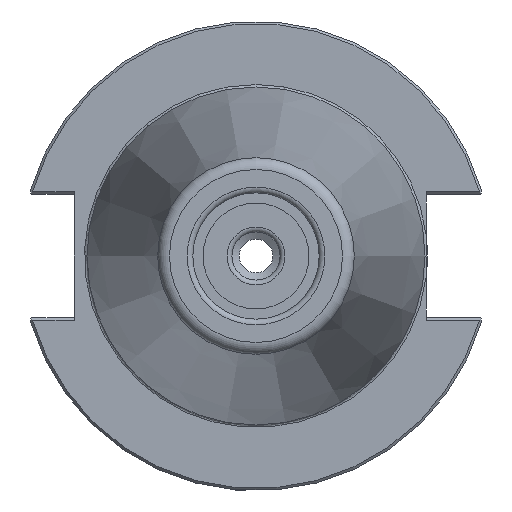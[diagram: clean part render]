
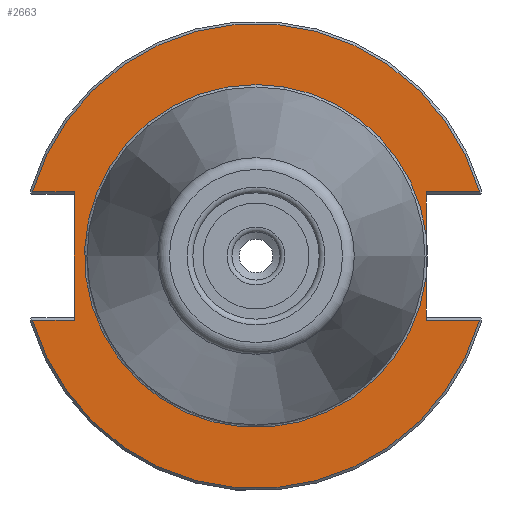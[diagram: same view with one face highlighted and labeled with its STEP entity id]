
A CAD part, left-side view. The second image highlights one B-rep face of the part: STEP entity #2663.
In plain terms, the highlighted planar face has unit normal (-1, 0, 0).
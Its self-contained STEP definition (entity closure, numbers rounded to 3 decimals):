
#145=LINE('',#4402,#276);
#148=LINE('',#4461,#279);
#149=LINE('',#4467,#280);
#150=LINE('',#4469,#281);
#151=LINE('',#4473,#282);
#152=LINE('',#4475,#283);
#153=LINE('',#4476,#284);
#276=VECTOR('',#3304,10.);
#279=VECTOR('',#3323,10.);
#280=VECTOR('',#3328,10.);
#281=VECTOR('',#3329,10.);
#282=VECTOR('',#3332,10.);
#283=VECTOR('',#3333,10.);
#284=VECTOR('',#3334,10.);
#482=FACE_OUTER_BOUND('',#628,.T.);
#628=EDGE_LOOP('',(#1860,#1861,#1862,#1863,#1864,#1865,#1866,#1867,#1868,
#1869,#1870));
#793=CIRCLE('',#2855,48.249);
#795=CIRCLE('',#2858,35.579);
#796=CIRCLE('',#2859,35.579);
#797=CIRCLE('',#2860,48.249);
#1059=VERTEX_POINT('',#4399);
#1060=VERTEX_POINT('',#4401);
#1068=VERTEX_POINT('',#4448);
#1071=VERTEX_POINT('',#4460);
#1072=VERTEX_POINT('',#4462);
#1073=VERTEX_POINT('',#4464);
#1074=VERTEX_POINT('',#4466);
#1075=VERTEX_POINT('',#4468);
#1076=VERTEX_POINT('',#4470);
#1077=VERTEX_POINT('',#4472);
#1078=VERTEX_POINT('',#4474);
#1377=EDGE_CURVE('',#1059,#1060,#145,.T.);
#1389=EDGE_CURVE('',#1060,#1068,#793,.T.);
#1393=EDGE_CURVE('',#1059,#1071,#148,.T.);
#1394=EDGE_CURVE('',#1071,#1072,#795,.T.);
#1395=EDGE_CURVE('',#1072,#1073,#796,.T.);
#1396=EDGE_CURVE('',#1073,#1074,#149,.T.);
#1397=EDGE_CURVE('',#1075,#1074,#150,.T.);
#1398=EDGE_CURVE('',#1076,#1075,#797,.T.);
#1399=EDGE_CURVE('',#1077,#1076,#151,.T.);
#1400=EDGE_CURVE('',#1077,#1078,#152,.T.);
#1401=EDGE_CURVE('',#1068,#1078,#153,.T.);
#1860=ORIENTED_EDGE('',*,*,#1377,.F.);
#1861=ORIENTED_EDGE('',*,*,#1393,.T.);
#1862=ORIENTED_EDGE('',*,*,#1394,.T.);
#1863=ORIENTED_EDGE('',*,*,#1395,.T.);
#1864=ORIENTED_EDGE('',*,*,#1396,.T.);
#1865=ORIENTED_EDGE('',*,*,#1397,.F.);
#1866=ORIENTED_EDGE('',*,*,#1398,.F.);
#1867=ORIENTED_EDGE('',*,*,#1399,.F.);
#1868=ORIENTED_EDGE('',*,*,#1400,.T.);
#1869=ORIENTED_EDGE('',*,*,#1401,.F.);
#1870=ORIENTED_EDGE('',*,*,#1389,.F.);
#2596=PLANE('',#2857);
#2663=ADVANCED_FACE('',(#482),#2596,.T.);
#2855=AXIS2_PLACEMENT_3D('',#4449,#3317,#3318);
#2857=AXIS2_PLACEMENT_3D('',#4459,#3321,#3322);
#2858=AXIS2_PLACEMENT_3D('',#4463,#3324,#3325);
#2859=AXIS2_PLACEMENT_3D('',#4465,#3326,#3327);
#2860=AXIS2_PLACEMENT_3D('',#4471,#3330,#3331);
#3304=DIRECTION('',(0.,-1.,0.));
#3317=DIRECTION('center_axis',(1.,0.,0.));
#3318=DIRECTION('ref_axis',(0.,0.,-1.));
#3321=DIRECTION('center_axis',(-1.,0.,0.));
#3322=DIRECTION('ref_axis',(0.,0.,1.));
#3323=DIRECTION('',(0.,0.,1.));
#3324=DIRECTION('center_axis',(1.,0.,0.));
#3325=DIRECTION('ref_axis',(0.,0.,-1.));
#3326=DIRECTION('center_axis',(1.,0.,0.));
#3327=DIRECTION('ref_axis',(0.,0.,-1.));
#3328=DIRECTION('',(0.,0.,1.));
#3329=DIRECTION('',(0.,1.,0.));
#3330=DIRECTION('center_axis',(1.,0.,0.));
#3331=DIRECTION('ref_axis',(0.,0.,-1.));
#3332=DIRECTION('',(0.,1.,0.));
#3333=DIRECTION('',(0.,0.,-1.));
#3334=DIRECTION('',(0.,-1.,0.));
#4399=CARTESIAN_POINT('',(1.5,-35.3,-13.325));
#4401=CARTESIAN_POINT('',(1.5,-46.373,-13.325));
#4402=CARTESIAN_POINT('',(1.5,-13.707,-13.325));
#4448=CARTESIAN_POINT('',(1.5,46.373,-13.325));
#4449=CARTESIAN_POINT('Origin',(1.5,0.,0.));
#4459=CARTESIAN_POINT('Origin',(1.5,48.249,0.));
#4460=CARTESIAN_POINT('',(1.5,-35.3,-4.449));
#4461=CARTESIAN_POINT('',(1.5,-35.3,-6.413));
#4462=CARTESIAN_POINT('',(1.5,0.,35.579));
#4463=CARTESIAN_POINT('Origin',(1.5,0.,0.));
#4464=CARTESIAN_POINT('',(1.5,-35.3,4.449));
#4465=CARTESIAN_POINT('Origin',(1.5,0.,0.));
#4466=CARTESIAN_POINT('',(1.5,-35.3,13.325));
#4467=CARTESIAN_POINT('',(1.5,-35.3,-6.413));
#4468=CARTESIAN_POINT('',(1.5,-46.373,13.325));
#4469=CARTESIAN_POINT('',(1.5,6.475,13.325));
#4470=CARTESIAN_POINT('',(1.5,46.373,13.325));
#4471=CARTESIAN_POINT('Origin',(1.5,0.,0.));
#4472=CARTESIAN_POINT('',(1.5,37.7,13.325));
#4473=CARTESIAN_POINT('',(1.5,61.395,13.325));
#4474=CARTESIAN_POINT('',(1.5,37.7,-13.325));
#4475=CARTESIAN_POINT('',(1.5,37.7,6.413));
#4476=CARTESIAN_POINT('',(1.5,42.975,-13.325));
